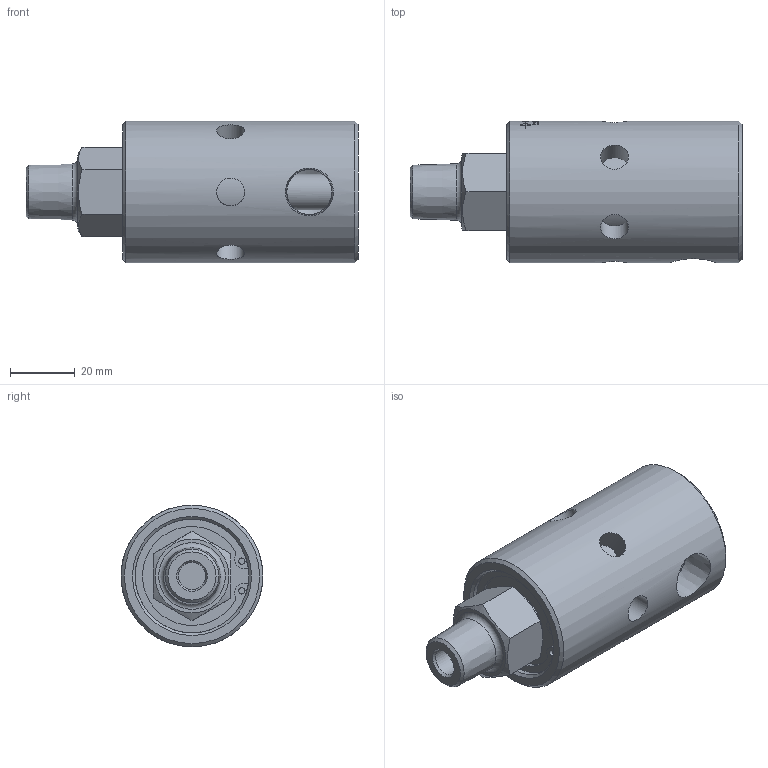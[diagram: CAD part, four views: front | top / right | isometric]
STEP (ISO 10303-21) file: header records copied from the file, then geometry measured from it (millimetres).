
FILE_DESCRIPTION(/* description */ (''),/* implementation_level */ '2;1');
FILE_NAME(/* name */ '1116-090-248-IC.stp',/* time_stamp */ '2020-05-14T11:44:09-05:00',/* author */ ('moorera'),/* organization */ (''),/* preprocessor_version */ 'ST-DEVELOPER v18.1',/* originating_system */ 'Autodesk Inventor 2020',/* authorisation */ '');
FILE_SCHEMA (('AUTOMOTIVE_DESIGN { 1 0 10303 214 3 1 1 }'));
Products named in the file (1): 1116-090-248-IC
Bounding box: 102.4 x 43.7 x 43.7 mm (x, y, z)
Volume: 110071 mm3; surface area: 18941.3 mm2
Topology: 1 solids, 1 shells, 358 faces, 939 edges, 631 vertices
Faces by surface type: bspline 176, plane 106, cylinder 64, cone 11, torus 1
Full cylindrical faces by diameter (mm): 1.981 x2, 8.5 x1, 8.6 x6, 13.889 x1, 19.84 x1, 35.08 x1, 37.25 x1, 43.7 x1
Entity records: 52751 total; most frequent: CARTESIAN_POINT 44644, ORIENTED_EDGE 1878, DIRECTION 1230, EDGE_CURVE 939, VERTEX_POINT 631, AXIS2_PLACEMENT_3D 436, EDGE_LOOP 408, LINE 358
